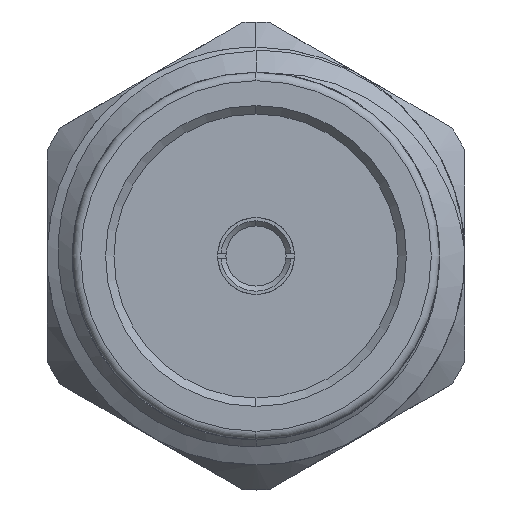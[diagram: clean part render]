
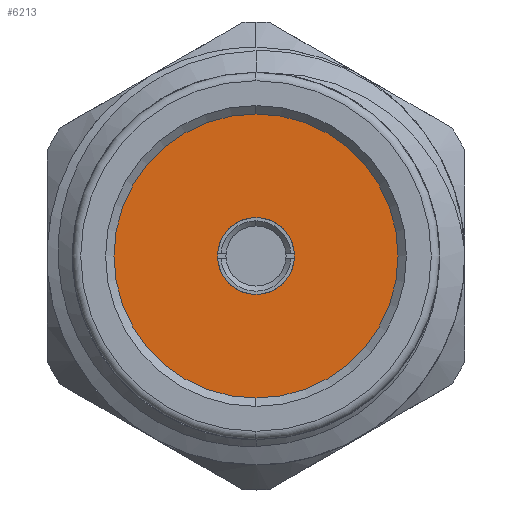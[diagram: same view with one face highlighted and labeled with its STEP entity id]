
A CAD part, left-side view. The second image highlights one B-rep face of the part: STEP entity #6213.
In plain terms, the highlighted planar face has unit normal (-1, 0, 0).
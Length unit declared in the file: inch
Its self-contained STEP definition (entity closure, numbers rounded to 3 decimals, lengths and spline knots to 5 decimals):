
#958 = EDGE_CURVE ( 'NONE', #3746, #9985, #1389, .T. ) ;
#1308 = CIRCLE ( 'NONE', #8674, 0.085 ) ;
#1389 = CIRCLE ( 'NONE', #10878, 0.085 ) ;
#1533 = DIRECTION ( 'NONE',  ( 0., 0., 1. ) ) ;
#1576 = CIRCLE ( 'NONE', #5120, 0.023 ) ;
#1942 = AXIS2_PLACEMENT_3D ( 'NONE', #8328, #6701, #5123 ) ;
#2205 = DIRECTION ( 'NONE',  ( -1., 0., 0. ) ) ;
#2302 = EDGE_CURVE ( 'NONE', #3336, #5847, #6675, .T. ) ;
#2424 = FACE_BOUND ( 'NONE', #5555, .T. ) ;
#2623 = CARTESIAN_POINT ( 'NONE',  ( 0.075, 0., 0.085 ) ) ;
#3336 = VERTEX_POINT ( 'NONE', #10269 ) ;
#3614 = CARTESIAN_POINT ( 'NONE',  ( 0.075, 0., 0. ) ) ;
#3746 = VERTEX_POINT ( 'NONE', #2623 ) ;
#4732 = ORIENTED_EDGE ( 'NONE', *, *, #958, .T. ) ;
#4762 = CARTESIAN_POINT ( 'NONE',  ( 0.075, 0., 0. ) ) ;
#4775 = ORIENTED_EDGE ( 'NONE', *, *, #2302, .F. ) ;
#4790 = ORIENTED_EDGE ( 'NONE', *, *, #5317, .F. ) ;
#5116 = DIRECTION ( 'NONE',  ( -1., 0., 0. ) ) ;
#5120 = AXIS2_PLACEMENT_3D ( 'NONE', #4762, #8128, #7208 ) ;
#5123 = DIRECTION ( 'NONE',  ( 0., 0., 1. ) ) ;
#5317 = EDGE_CURVE ( 'NONE', #5847, #3336, #1576, .T. ) ;
#5555 = EDGE_LOOP ( 'NONE', ( #4775, #4790 ) ) ;
#5847 = VERTEX_POINT ( 'NONE', #5870 ) ;
#5870 = CARTESIAN_POINT ( 'NONE',  ( 0.075, 0., -0.023 ) ) ;
#5939 = DIRECTION ( 'NONE',  ( 0., 0., 1. ) ) ;
#6213 = ADVANCED_FACE ( 'NONE', ( #2424, #6600 ), #9055, .T. ) ;
#6596 = ORIENTED_EDGE ( 'NONE', *, *, #10333, .T. ) ;
#6600 = FACE_OUTER_BOUND ( 'NONE', #7531, .T. ) ;
#6675 = CIRCLE ( 'NONE', #1942, 0.023 ) ;
#6701 = DIRECTION ( 'NONE',  ( -1., 0., 0. ) ) ;
#6748 = CARTESIAN_POINT ( 'NONE',  ( 0.075, 0., 0. ) ) ;
#6881 = AXIS2_PLACEMENT_3D ( 'NONE', #10663, #2205, #1533 ) ;
#7208 = DIRECTION ( 'NONE',  ( 0., 0., 1. ) ) ;
#7531 = EDGE_LOOP ( 'NONE', ( #4732, #6596 ) ) ;
#8128 = DIRECTION ( 'NONE',  ( -1., 0., 0. ) ) ;
#8328 = CARTESIAN_POINT ( 'NONE',  ( 0.075, 0., 0. ) ) ;
#8674 = AXIS2_PLACEMENT_3D ( 'NONE', #6748, #5116, #5939 ) ;
#9055 = PLANE ( 'NONE',  #6881 ) ;
#9370 = DIRECTION ( 'NONE',  ( -1., 0., 0. ) ) ;
#9425 = CARTESIAN_POINT ( 'NONE',  ( 0.075, 0., -0.085 ) ) ;
#9985 = VERTEX_POINT ( 'NONE', #9425 ) ;
#10269 = CARTESIAN_POINT ( 'NONE',  ( 0.075, 0., 0.023 ) ) ;
#10303 = DIRECTION ( 'NONE',  ( 0., 0., 1. ) ) ;
#10333 = EDGE_CURVE ( 'NONE', #9985, #3746, #1308, .T. ) ;
#10663 = CARTESIAN_POINT ( 'NONE',  ( 0.075, 0., 0. ) ) ;
#10878 = AXIS2_PLACEMENT_3D ( 'NONE', #3614, #9370, #10303 ) ;
